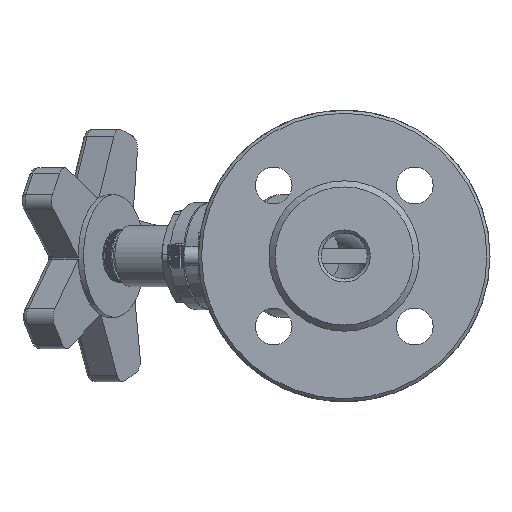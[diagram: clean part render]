
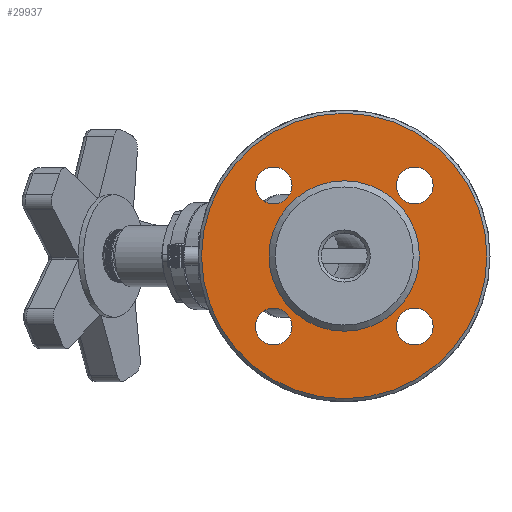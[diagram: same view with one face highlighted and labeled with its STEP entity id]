
A CAD part, left-side view. The second image highlights one B-rep face of the part: STEP entity #29937.
In plain terms, the highlighted planar face has unit normal (-1, 0, 0).
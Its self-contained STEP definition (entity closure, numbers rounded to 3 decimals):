
#355=FACE_BOUND('',#4413,.T.);
#356=FACE_BOUND('',#4414,.T.);
#357=FACE_BOUND('',#4415,.T.);
#358=FACE_BOUND('',#4416,.T.);
#359=FACE_BOUND('',#4417,.T.);
#1163=PLANE('',#32486);
#2705=FACE_OUTER_BOUND('',#4412,.T.);
#4412=EDGE_LOOP('',(#24213));
#4413=EDGE_LOOP('',(#24214));
#4414=EDGE_LOOP('',(#24215));
#4415=EDGE_LOOP('',(#24216));
#4416=EDGE_LOOP('',(#24217));
#4417=EDGE_LOOP('',(#24218));
#6044=CIRCLE('',#32485,46.5);
#6045=CIRCLE('',#32487,24.5);
#6046=CIRCLE('',#32488,6.);
#6047=CIRCLE('',#32489,6.);
#6048=CIRCLE('',#32490,6.);
#6049=CIRCLE('',#32491,6.);
#13490=VERTEX_POINT('',#50312);
#13491=VERTEX_POINT('',#50316);
#13492=VERTEX_POINT('',#50318);
#13493=VERTEX_POINT('',#50320);
#13494=VERTEX_POINT('',#50322);
#13495=VERTEX_POINT('',#50324);
#17112=EDGE_CURVE('',#13490,#13490,#6044,.T.);
#17113=EDGE_CURVE('',#13491,#13491,#6045,.T.);
#17114=EDGE_CURVE('',#13492,#13492,#6046,.T.);
#17115=EDGE_CURVE('',#13493,#13493,#6047,.T.);
#17116=EDGE_CURVE('',#13494,#13494,#6048,.T.);
#17117=EDGE_CURVE('',#13495,#13495,#6049,.T.);
#24213=ORIENTED_EDGE('',*,*,#17112,.F.);
#24214=ORIENTED_EDGE('',*,*,#17113,.F.);
#24215=ORIENTED_EDGE('',*,*,#17114,.F.);
#24216=ORIENTED_EDGE('',*,*,#17115,.F.);
#24217=ORIENTED_EDGE('',*,*,#17116,.F.);
#24218=ORIENTED_EDGE('',*,*,#17117,.F.);
#29937=ADVANCED_FACE('',(#2705,#355,#356,#357,#358,#359),#1163,.F.);
#32485=AXIS2_PLACEMENT_3D('',#50314,#38836,#38837);
#32486=AXIS2_PLACEMENT_3D('',#50315,#38838,#38839);
#32487=AXIS2_PLACEMENT_3D('',#50317,#38840,#38841);
#32488=AXIS2_PLACEMENT_3D('',#50319,#38842,#38843);
#32489=AXIS2_PLACEMENT_3D('',#50321,#38844,#38845);
#32490=AXIS2_PLACEMENT_3D('',#50323,#38846,#38847);
#32491=AXIS2_PLACEMENT_3D('',#50325,#38848,#38849);
#38836=DIRECTION('center_axis',(1.,0.,0.));
#38837=DIRECTION('ref_axis',(0.,-1.,0.));
#38838=DIRECTION('center_axis',(1.,0.,0.));
#38839=DIRECTION('ref_axis',(0.,0.,-1.));
#38840=DIRECTION('center_axis',(-1.,0.,0.));
#38841=DIRECTION('ref_axis',(0.,0.,-1.));
#38842=DIRECTION('center_axis',(-1.,0.,0.));
#38843=DIRECTION('ref_axis',(0.,-1.,0.));
#38844=DIRECTION('center_axis',(-1.,0.,0.));
#38845=DIRECTION('ref_axis',(0.,-1.,0.));
#38846=DIRECTION('center_axis',(-1.,0.,0.));
#38847=DIRECTION('ref_axis',(0.,-1.,0.));
#38848=DIRECTION('center_axis',(-1.,0.,0.));
#38849=DIRECTION('ref_axis',(0.,-1.,0.));
#50312=CARTESIAN_POINT('',(0.,46.5,0.));
#50314=CARTESIAN_POINT('Origin',(0.,0.,0.));
#50315=CARTESIAN_POINT('Origin',(0.,0.,0.));
#50316=CARTESIAN_POINT('',(0.,0.,24.5));
#50317=CARTESIAN_POINT('Origin',(0.,0.,0.));
#50318=CARTESIAN_POINT('',(0.,28.981,22.981));
#50319=CARTESIAN_POINT('Origin',(0.,22.981,22.981));
#50320=CARTESIAN_POINT('',(0.,-16.981,22.981));
#50321=CARTESIAN_POINT('Origin',(0.,-22.981,22.981));
#50322=CARTESIAN_POINT('',(0.,-16.981,-22.981));
#50323=CARTESIAN_POINT('Origin',(0.,-22.981,-22.981));
#50324=CARTESIAN_POINT('',(0.,28.981,-22.981));
#50325=CARTESIAN_POINT('Origin',(0.,22.981,-22.981));
